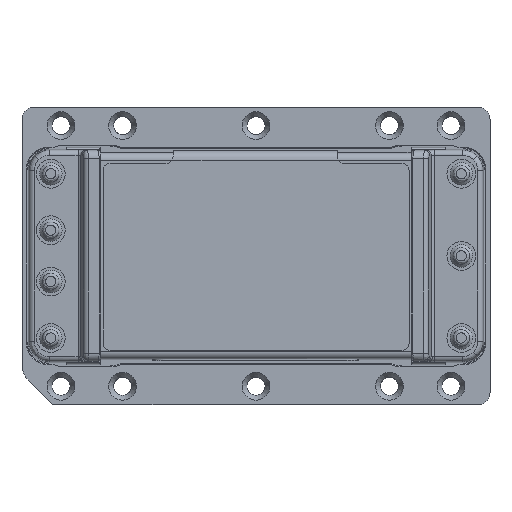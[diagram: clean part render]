
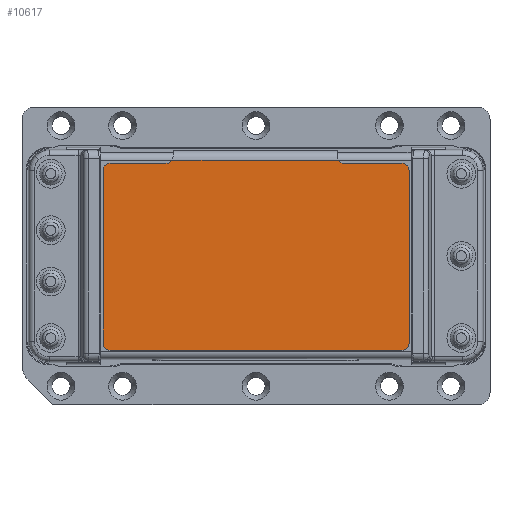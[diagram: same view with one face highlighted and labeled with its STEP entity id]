
A CAD part, top view. The second image highlights one B-rep face of the part: STEP entity #10617.
In plain terms, the highlighted planar face has unit normal (0, 0, 1).
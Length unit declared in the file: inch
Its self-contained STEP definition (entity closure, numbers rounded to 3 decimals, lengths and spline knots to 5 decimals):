
#934 = VERTEX_POINT ( 'NONE', #5625 ) ;
#937 = VERTEX_POINT ( 'NONE', #5692 ) ;
#945 = VERTEX_POINT ( 'NONE', #5676 ) ;
#951 = VERTEX_POINT ( 'NONE', #5722 ) ;
#957 = EDGE_CURVE ( 'NONE', #964, #945, #5711, .T. ) ;
#964 = VERTEX_POINT ( 'NONE', #5834 ) ;
#1647 = CARTESIAN_POINT ( 'NONE',  ( -0.74055, 0.96897, 0.07319 ) ) ;
#1668 = DIRECTION ( 'NONE',  ( -1., 0., 0. ) ) ;
#1669 = VECTOR ( 'NONE', #1668, 39.37008 ) ;
#1677 = CARTESIAN_POINT ( 'NONE',  ( -0.77034, 0.95235, 0.07319 ) ) ;
#1678 = LINE ( 'NONE', #1677, #1669 ) ;
#1681 = DIRECTION ( 'NONE',  ( 1., 0., 0. ) ) ;
#1682 = DIRECTION ( 'NONE',  ( 0., 0., -1. ) ) ;
#1683 = CARTESIAN_POINT ( 'NONE',  ( -0.77034, 0.98735, 0.07319 ) ) ;
#1684 = AXIS2_PLACEMENT_3D ( 'NONE', #1683, #1682, #1681 ) ;
#1685 = CIRCLE ( 'NONE', #1684, 0.035 ) ;
#1853 = CARTESIAN_POINT ( 'NONE',  ( 0.06988, 0.96897, 0.07319 ) ) ;
#1985 = CARTESIAN_POINT ( 'NONE',  ( -1.04134, 0.96897, 0.07319 ) ) ;
#1986 = LINE ( 'NONE', #1985, #2045 ) ;
#1989 = PLANE ( 'NONE',  #2022 ) ;
#2022 = AXIS2_PLACEMENT_3D ( 'NONE', #2051, #2050, #2049 ) ;
#2027 = FACE_OUTER_BOUND ( 'NONE', #10609, .T. ) ;
#2044 = DIRECTION ( 'NONE',  ( 1., 0., 0. ) ) ;
#2045 = VECTOR ( 'NONE', #2044, 39.37008 ) ;
#2049 = DIRECTION ( 'NONE',  ( -1., 0., 0. ) ) ;
#2050 = DIRECTION ( 'NONE',  ( 0., 0., 1. ) ) ;
#2051 = CARTESIAN_POINT ( 'NONE',  ( -1.04134, 0.91735, 0.07319 ) ) ;
#2150 = DIRECTION ( 'NONE',  ( -1., 0., 0. ) ) ;
#2151 = DIRECTION ( 'NONE',  ( 0., 0., -1. ) ) ;
#2152 = CARTESIAN_POINT ( 'NONE',  ( 0.09966, 0.98735, 0.07319 ) ) ;
#2153 = AXIS2_PLACEMENT_3D ( 'NONE', #2152, #2151, #2150 ) ;
#2164 = CIRCLE ( 'NONE', #2153, 0.035 ) ;
#3335 = VERTEX_POINT ( 'NONE', #5820 ) ;
#3346 = EDGE_CURVE ( 'NONE', #3356, #3619, #5812, .T. ) ;
#3355 = EDGE_CURVE ( 'NONE', #3619, #3335, #5877, .T. ) ;
#3356 = VERTEX_POINT ( 'NONE', #5889 ) ;
#3367 = EDGE_CURVE ( 'NONE', #945, #937, #5895, .T. ) ;
#3371 = EDGE_CURVE ( 'NONE', #3384, #3633, #5942, .T. ) ;
#3381 = EDGE_CURVE ( 'NONE', #937, #934, #5862, .T. ) ;
#3384 = VERTEX_POINT ( 'NONE', #5958 ) ;
#3387 = EDGE_CURVE ( 'NONE', #3633, #3356, #5987, .T. ) ;
#3414 = EDGE_CURVE ( 'NONE', #934, #3384, #6192, .T. ) ;
#3619 = VERTEX_POINT ( 'NONE', #7673 ) ;
#3633 = VERTEX_POINT ( 'NONE', #7774 ) ;
#5625 = CARTESIAN_POINT ( 'NONE',  ( -1.04134, 0.04235, 0.07319 ) ) ;
#5676 = CARTESIAN_POINT ( 'NONE',  ( -1.07634, 0.91735, 0.07319 ) ) ;
#5692 = CARTESIAN_POINT ( 'NONE',  ( -1.07634, 0.07735, 0.07319 ) ) ;
#5711 = CIRCLE ( 'NONE', #5791, 0.035 ) ;
#5722 = CARTESIAN_POINT ( 'NONE',  ( -0.77034, 0.95235, 0.07319 ) ) ;
#5789 = DIRECTION ( 'NONE',  ( -1., 0., 0. ) ) ;
#5790 = DIRECTION ( 'NONE',  ( 0., 0., 1. ) ) ;
#5791 = AXIS2_PLACEMENT_3D ( 'NONE', #5794, #5790, #5789 ) ;
#5794 = CARTESIAN_POINT ( 'NONE',  ( -1.04134, 0.91735, 0.07319 ) ) ;
#5812 = CIRCLE ( 'NONE', #5852, 0.035 ) ;
#5820 = CARTESIAN_POINT ( 'NONE',  ( 0.09966, 0.95235, 0.07319 ) ) ;
#5834 = CARTESIAN_POINT ( 'NONE',  ( -1.04134, 0.95235, 0.07319 ) ) ;
#5836 = DIRECTION ( 'NONE',  ( 1., 0., 0. ) ) ;
#5837 = DIRECTION ( 'NONE',  ( 0., 0., 1. ) ) ;
#5839 = CARTESIAN_POINT ( 'NONE',  ( 0.37966, 0.91735, 0.07319 ) ) ;
#5852 = AXIS2_PLACEMENT_3D ( 'NONE', #5839, #5837, #5836 ) ;
#5862 = CIRCLE ( 'NONE', #5896, 0.035 ) ;
#5874 = DIRECTION ( 'NONE',  ( -1., 0., 0. ) ) ;
#5875 = VECTOR ( 'NONE', #5874, 39.37008 ) ;
#5876 = CARTESIAN_POINT ( 'NONE',  ( 0.37966, 0.95235, 0.07319 ) ) ;
#5877 = LINE ( 'NONE', #5876, #5875 ) ;
#5889 = CARTESIAN_POINT ( 'NONE',  ( 0.41466, 0.91735, 0.07319 ) ) ;
#5895 = LINE ( 'NONE', #5940, #5939 ) ;
#5896 = AXIS2_PLACEMENT_3D ( 'NONE', #5957, #5956, #5955 ) ;
#5932 = DIRECTION ( 'NONE',  ( 1., 0., 0. ) ) ;
#5933 = DIRECTION ( 'NONE',  ( 0., 0., 1. ) ) ;
#5934 = AXIS2_PLACEMENT_3D ( 'NONE', #5941, #5933, #5932 ) ;
#5938 = DIRECTION ( 'NONE',  ( 0., -1., 0. ) ) ;
#5939 = VECTOR ( 'NONE', #5938, 39.37008 ) ;
#5940 = CARTESIAN_POINT ( 'NONE',  ( -1.07634, 0.91735, 0.07319 ) ) ;
#5941 = CARTESIAN_POINT ( 'NONE',  ( 0.37966, 0.07735, 0.07319 ) ) ;
#5942 = CIRCLE ( 'NONE', #5934, 0.035 ) ;
#5955 = DIRECTION ( 'NONE',  ( 1., 0., 0. ) ) ;
#5956 = DIRECTION ( 'NONE',  ( 0., 0., 1. ) ) ;
#5957 = CARTESIAN_POINT ( 'NONE',  ( -1.04134, 0.07735, 0.07319 ) ) ;
#5958 = CARTESIAN_POINT ( 'NONE',  ( 0.37966, 0.04235, 0.07319 ) ) ;
#5983 = DIRECTION ( 'NONE',  ( 0., 1., 0. ) ) ;
#5984 = VECTOR ( 'NONE', #5983, 39.37008 ) ;
#5987 = LINE ( 'NONE', #5988, #5984 ) ;
#5988 = CARTESIAN_POINT ( 'NONE',  ( 0.41466, 0.91735, 0.07319 ) ) ;
#6191 = CARTESIAN_POINT ( 'NONE',  ( 0.37966, 0.04235, 0.07319 ) ) ;
#6192 = LINE ( 'NONE', #6191, #6196 ) ;
#6196 = VECTOR ( 'NONE', #6244, 39.37008 ) ;
#6244 = DIRECTION ( 'NONE',  ( 1., 0., 0. ) ) ;
#7673 = CARTESIAN_POINT ( 'NONE',  ( 0.37966, 0.95235, 0.07319 ) ) ;
#7774 = CARTESIAN_POINT ( 'NONE',  ( 0.41466, 0.07735, 0.07319 ) ) ;
#10506 = VERTEX_POINT ( 'NONE', #1647 ) ;
#10515 = EDGE_CURVE ( 'NONE', #10506, #951, #1685, .T. ) ;
#10520 = EDGE_CURVE ( 'NONE', #951, #964, #1678, .T. ) ;
#10539 = ORIENTED_EDGE ( 'NONE', *, *, #10650, .T. ) ;
#10581 = VERTEX_POINT ( 'NONE', #1853 ) ;
#10609 = EDGE_LOOP ( 'NONE', ( #10628, #10624, #10635, #10625, #10619, #10620, #10634, #10622, #10631, #10627, #10621, #10539 ) ) ;
#10617 = ADVANCED_FACE ( 'NONE', ( #2027 ), #1989, .T. ) ;
#10619 = ORIENTED_EDGE ( 'NONE', *, *, #3367, .T. ) ;
#10620 = ORIENTED_EDGE ( 'NONE', *, *, #3381, .T. ) ;
#10621 = ORIENTED_EDGE ( 'NONE', *, *, #3355, .T. ) ;
#10622 = ORIENTED_EDGE ( 'NONE', *, *, #3371, .T. ) ;
#10623 = EDGE_CURVE ( 'NONE', #10506, #10581, #1986, .T. ) ;
#10624 = ORIENTED_EDGE ( 'NONE', *, *, #10515, .T. ) ;
#10625 = ORIENTED_EDGE ( 'NONE', *, *, #957, .T. ) ;
#10627 = ORIENTED_EDGE ( 'NONE', *, *, #3346, .T. ) ;
#10628 = ORIENTED_EDGE ( 'NONE', *, *, #10623, .F. ) ;
#10631 = ORIENTED_EDGE ( 'NONE', *, *, #3387, .T. ) ;
#10634 = ORIENTED_EDGE ( 'NONE', *, *, #3414, .T. ) ;
#10635 = ORIENTED_EDGE ( 'NONE', *, *, #10520, .T. ) ;
#10650 = EDGE_CURVE ( 'NONE', #3335, #10581, #2164, .T. ) ;
